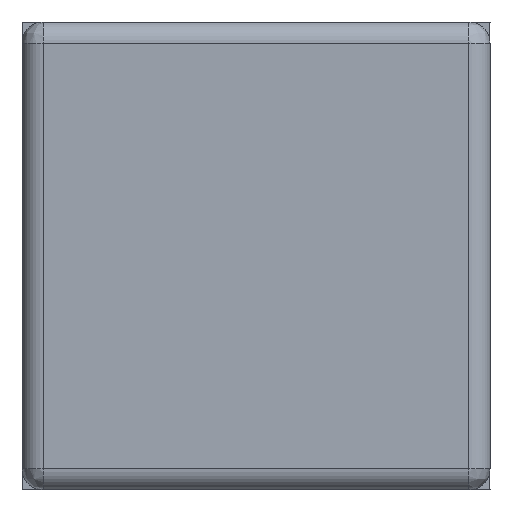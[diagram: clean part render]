
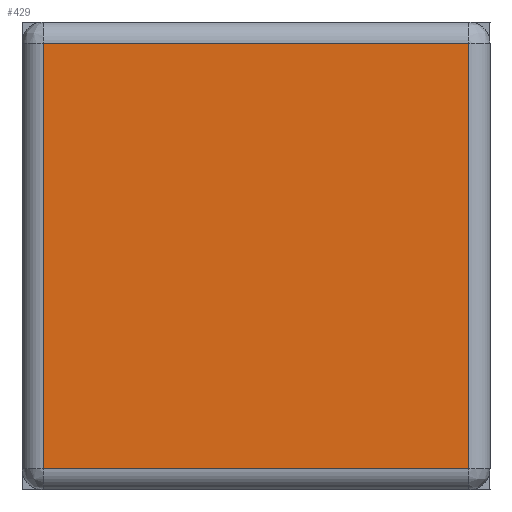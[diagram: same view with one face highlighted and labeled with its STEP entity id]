
A CAD part, front view. The second image highlights one B-rep face of the part: STEP entity #429.
In plain terms, the highlighted planar face has unit normal (0, -1, 0).
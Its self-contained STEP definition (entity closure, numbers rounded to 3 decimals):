
#39 = EDGE_LOOP ( 'NONE', ( #172, #183, #184, #186 ) ) ;
#172 = ORIENTED_EDGE ( 'NONE', *, *, #471, .T. ) ;
#183 = ORIENTED_EDGE ( 'NONE', *, *, #468, .F. ) ;
#184 = ORIENTED_EDGE ( 'NONE', *, *, #482, .F. ) ;
#186 = ORIENTED_EDGE ( 'NONE', *, *, #487, .F. ) ;
#237 = FACE_OUTER_BOUND ( 'NONE', #39, .T. ) ;
#287 = LINE ( 'NONE', #1024, #289 ) ;
#289 = VECTOR ( 'NONE', #1007, 1000. ) ;
#290 = LINE ( 'NONE', #1009, #295 ) ;
#295 = VECTOR ( 'NONE', #1016, 1000. ) ;
#305 = LINE ( 'NONE', #1221, #306 ) ;
#306 = VECTOR ( 'NONE', #1219, 1000. ) ;
#307 = VECTOR ( 'NONE', #998, 1000. ) ;
#312 = LINE ( 'NONE', #1226, #307 ) ;
#429 = ADVANCED_FACE ( 'NONE', ( #237 ), #802, .F. ) ;
#462 = AXIS2_PLACEMENT_3D ( 'NONE', #805, #799, #798 ) ;
#468 = EDGE_CURVE ( 'NONE', #784, #770, #287, .T. ) ;
#471 = EDGE_CURVE ( 'NONE', #776, #770, #290, .T. ) ;
#482 = EDGE_CURVE ( 'NONE', #786, #784, #305, .T. ) ;
#487 = EDGE_CURVE ( 'NONE', #776, #786, #312, .T. ) ;
#721 = CARTESIAN_POINT ( 'NONE',  ( 50., -100., -50. ) ) ;
#730 = CARTESIAN_POINT ( 'NONE',  ( 50., -100., 50. ) ) ;
#742 = CARTESIAN_POINT ( 'NONE',  ( -50., -100., 50. ) ) ;
#746 = CARTESIAN_POINT ( 'NONE',  ( -50., -100., -50. ) ) ;
#770 = VERTEX_POINT ( 'NONE', #746 ) ;
#776 = VERTEX_POINT ( 'NONE', #742 ) ;
#784 = VERTEX_POINT ( 'NONE', #721 ) ;
#786 = VERTEX_POINT ( 'NONE', #730 ) ;
#798 = DIRECTION ( 'NONE',  ( 0., 0., 1. ) ) ;
#799 = DIRECTION ( 'NONE',  ( 0., 1., 0. ) ) ;
#802 = PLANE ( 'NONE',  #462 ) ;
#805 = CARTESIAN_POINT ( 'NONE',  ( -50., -100., -50. ) ) ;
#998 = DIRECTION ( 'NONE',  ( 1., 0., 0. ) ) ;
#1007 = DIRECTION ( 'NONE',  ( -1., 0., 0. ) ) ;
#1009 = CARTESIAN_POINT ( 'NONE',  ( -50., -100., 0. ) ) ;
#1016 = DIRECTION ( 'NONE',  ( 0., 0., -1. ) ) ;
#1024 = CARTESIAN_POINT ( 'NONE',  ( 0., -100., -50. ) ) ;
#1219 = DIRECTION ( 'NONE',  ( 0., 0., -1. ) ) ;
#1221 = CARTESIAN_POINT ( 'NONE',  ( 50., -100., 0. ) ) ;
#1226 = CARTESIAN_POINT ( 'NONE',  ( 0., -100., 50. ) ) ;
